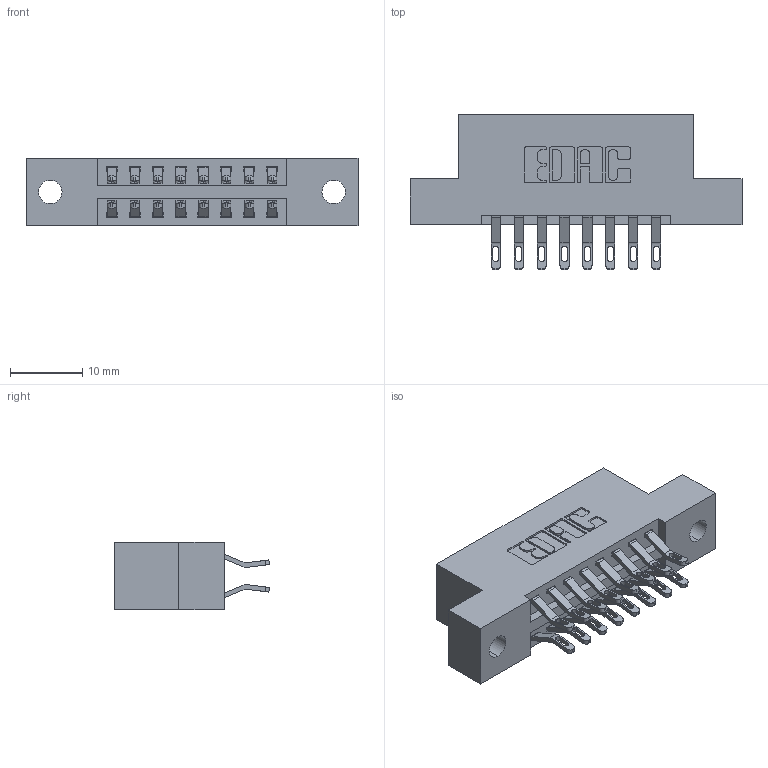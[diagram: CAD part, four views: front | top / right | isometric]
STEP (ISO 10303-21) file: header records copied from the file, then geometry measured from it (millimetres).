
FILE_DESCRIPTION (( 'STEP AP203' ), '1' );
FILE_NAME ('346-016-555-202.STEP', '2022-05-18T16:05:26', ( '' ), ( '' ), 'SwSTEP 2.0', 'SolidWorks 2020', '' );
FILE_SCHEMA (( 'CONFIG_CONTROL_DESIGN' ));
Length unit declared in the file: inch
Products named in the file (3): 346-016-555-202; 346 Part_Flush Mounting Lugs - 0.128 Dia; 345-292-001_555 Tail
Assembly tree (17 placements, depth 2):
  346-016-555-202
    346 Part_Flush Mounting Lugs - 0.128 Dia
    345-292-001_555 Tail  x16
Bounding box: 45.97 x 21.46 x 9.4 mm (x, y, z)
Volume: 4228.7 mm3; surface area: 5174.4 mm2
Topology: 17 solids, 17 shells, 1050 faces, 3257 edges, 2170 vertices
Faces by surface type: plane 604, cylinder 446
Entity records: 10127 total; most frequent: CARTESIAN_POINT 1750, ORIENTED_EDGE 1654, DIRECTION 1563, EDGE_CURVE 827, LINE 643, VECTOR 643, VERTEX_POINT 550, AXIS2_PLACEMENT_3D 460
